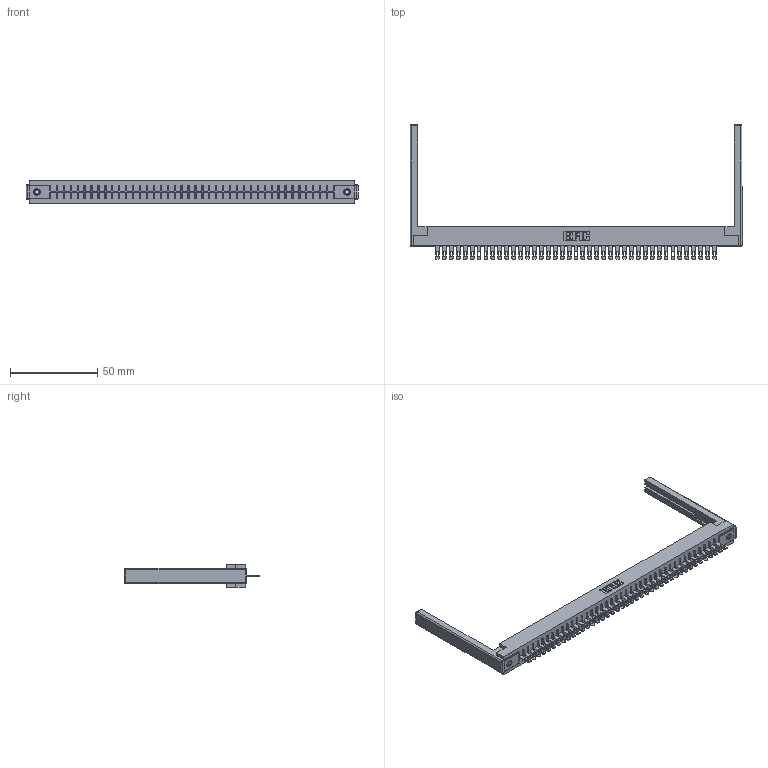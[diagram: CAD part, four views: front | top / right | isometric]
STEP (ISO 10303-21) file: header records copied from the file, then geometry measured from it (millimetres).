
FILE_DESCRIPTION (( 'STEP AP203' ), '1' );
FILE_NAME ('306-041-400-168.STEP', '2020-09-22T12:30:48', ( '' ), ( '' ), 'SwSTEP 2.0', 'SolidWorks 2020', '' );
FILE_SCHEMA (( 'CONFIG_CONTROL_DESIGN' ));
Length unit declared in the file: inch
Products named in the file (5): 345-250-001_345-250-001-102; 306-041-400-168; 306-290-001_100; 306 Part_.156 Dia; 307-220-068
Assembly tree (46 placements, depth 2):
  306-041-400-168
    306 Part_.156 Dia
    306-290-001_100  x41
    345-250-001_345-250-001-102  x2
    307-220-068  x2
Bounding box: 189.89 x 77.17 x 12.7 mm (x, y, z)
Volume: 25484.4 mm3; surface area: 26453.5 mm2
Topology: 46 solids, 46 shells, 3386 faces, 9521 edges, 6106 vertices
Faces by surface type: plane 2206, cylinder 992, sphere 172, cone 12, torus 4
Entity records: 41287 total; most frequent: CARTESIAN_POINT 6899, ORIENTED_EDGE 6832, DIRECTION 6816, EDGE_CURVE 3416, VECTOR 2666, LINE 2666, VERTEX_POINT 2158, AXIS2_PLACEMENT_3D 2075
